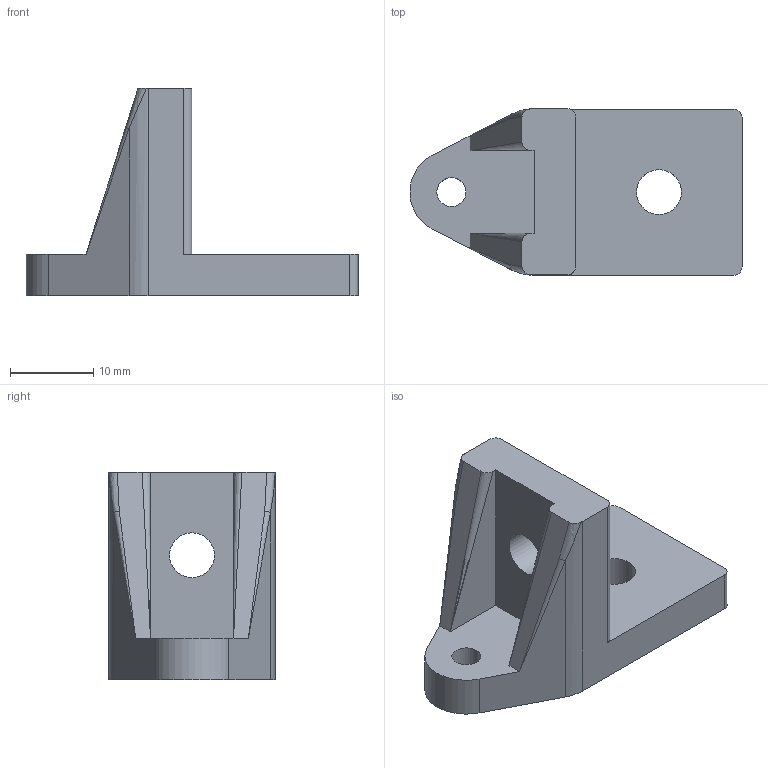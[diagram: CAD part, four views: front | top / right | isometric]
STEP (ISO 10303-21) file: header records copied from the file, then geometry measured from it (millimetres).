
FILE_DESCRIPTION(/* description */ (''),/* implementation_level */ '2;1');
FILE_NAME(/* name */ 'Mk2_Heat_Bed_Bracket_F01 v3.step',/* time_stamp */ '2020-09-24T13:20:36-07:00',/* author */ (''),/* organization */ (''),/* preprocessor_version */ 'ST-DEVELOPER v18.1',/* originating_system */ 'Autodesk Translation Framework v9.3.0.1241',/* authorisation */ '');
FILE_SCHEMA (('AP203_CONFIGURATION_CONTROLLED_3D_DESIGN_OF_MECHANICAL_PARTS_AND_ASSEMBLIES_MIM_LF { 1 0 10303 203 3 1 4 }','AUTOMOTIVE_DESIGN { 1 0 10303 214 3 1 1 }'));
Length unit declared in the file: millimetre
Products named in the file (1): Mk2_Heat_Bed_Bracket_F01
Bounding box: 39.98 x 20 x 25 mm (x, y, z)
Volume: 6008.4 mm3; surface area: 3308 mm2
Topology: 1 solids, 1 shells, 31 faces, 85 edges, 52 vertices
Faces by surface type: plane 15, cylinder 10, bspline 4, cone 2
Full cylindrical faces by diameter (mm): 3.5 x1, 5.4 x2
Entity records: 1224 total; most frequent: CARTESIAN_POINT 424, ORIENTED_EDGE 162, DIRECTION 147, EDGE_CURVE 81, VERTEX_POINT 52, AXIS2_PLACEMENT_3D 50, LINE 47, VECTOR 47
